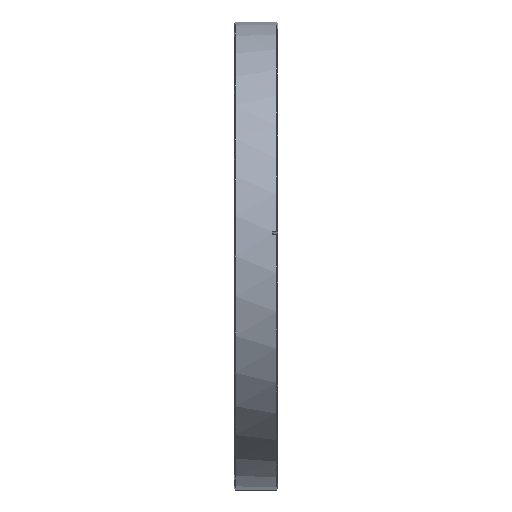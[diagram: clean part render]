
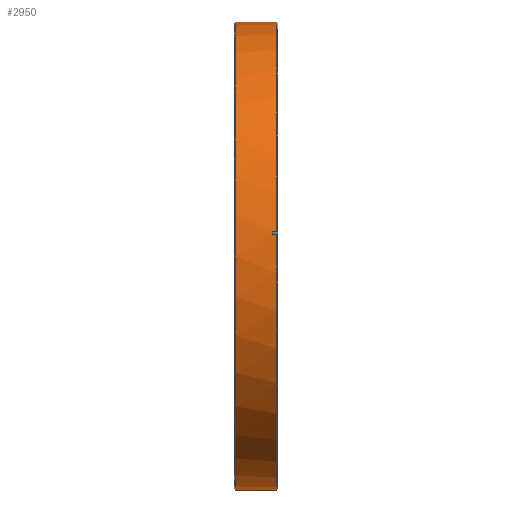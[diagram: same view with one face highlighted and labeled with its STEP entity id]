
A CAD part, front view. The second image highlights one B-rep face of the part: STEP entity #2950.
In plain terms, the highlighted cylindrical face has radius 152.997 mm (diameter 305.994 mm), a partial arc.
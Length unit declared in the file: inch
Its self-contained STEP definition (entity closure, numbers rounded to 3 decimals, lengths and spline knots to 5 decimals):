
#305 = VECTOR ( 'NONE', #860, 39.37008 ) ;
#365 = DIRECTION ( 'NONE',  ( -1., 0., 0. ) ) ;
#379 = CARTESIAN_POINT ( 'NONE',  ( 0.97999, -5.99138, 0.62125 ) ) ;
#568 = DIRECTION ( 'NONE',  ( -1., 0., 0. ) ) ;
#651 = DIRECTION ( 'NONE',  ( 0., 0., -1. ) ) ;
#707 = CARTESIAN_POINT ( 'NONE',  ( 0., 0., -6.0235 ) ) ;
#859 = VERTEX_POINT ( 'NONE', #379 ) ;
#860 = DIRECTION ( 'NONE',  ( -1., 0., 0. ) ) ;
#1112 = CARTESIAN_POINT ( 'NONE',  ( 0.97999, -5.99138, 0.62125 ) ) ;
#1194 = CARTESIAN_POINT ( 'NONE',  ( 0.03, 0., -6.0235 ) ) ;
#1204 = LINE ( 'NONE', #707, #4529 ) ;
#1303 = AXIS2_PLACEMENT_3D ( 'NONE', #5071, #5653, #6157 ) ;
#1353 = CARTESIAN_POINT ( 'NONE',  ( 0., -5.99138, 0.62125 ) ) ;
#1364 = CIRCLE ( 'NONE', #6564, 6.0235 ) ;
#1392 = CARTESIAN_POINT ( 'NONE',  ( 1.09, -5.99138, 0.62125 ) ) ;
#1810 = CARTESIAN_POINT ( 'NONE',  ( 1.09, 0., -6.0235 ) ) ;
#1919 = CIRCLE ( 'NONE', #2895, 6.0235 ) ;
#1924 = LINE ( 'NONE', #1353, #6206 ) ;
#2194 = CARTESIAN_POINT ( 'NONE',  ( 0.98, -5.99553, 0.58012 ) ) ;
#2218 = B_SPLINE_CURVE_WITH_KNOTS ( 'NONE', 3,
 ( #1112, #5924, #2194, #4648 ),
 .UNSPECIFIED., .F., .F.,
 ( 4, 4 ),
 ( 0., 0.00157 ),
 .UNSPECIFIED. ) ;
#2220 = ORIENTED_EDGE ( 'NONE', *, *, #4206, .F. ) ;
#2258 = ORIENTED_EDGE ( 'NONE', *, *, #4974, .F. ) ;
#2285 = CIRCLE ( 'NONE', #1303, 6.0235 ) ;
#2320 = VERTEX_POINT ( 'NONE', #5728 ) ;
#2343 = DIRECTION ( 'NONE',  ( -1., 0., 0. ) ) ;
#2411 = VERTEX_POINT ( 'NONE', #2508 ) ;
#2508 = CARTESIAN_POINT ( 'NONE',  ( 1.09, 0., 6.0235 ) ) ;
#2552 = DIRECTION ( 'NONE',  ( 1., 0., 0. ) ) ;
#2563 = VERTEX_POINT ( 'NONE', #1810 ) ;
#2567 = VERTEX_POINT ( 'NONE', #4053 ) ;
#2863 = AXIS2_PLACEMENT_3D ( 'NONE', #5883, #6306, #4796 ) ;
#2895 = AXIS2_PLACEMENT_3D ( 'NONE', #5705, #2552, #651 ) ;
#2950 = ADVANCED_FACE ( 'NONE', ( #3259 ), #5847, .T. ) ;
#3259 = FACE_OUTER_BOUND ( 'NONE', #6478, .T. ) ;
#3514 = LINE ( 'NONE', #5589, #4278 ) ;
#3593 = CARTESIAN_POINT ( 'NONE',  ( 1.09, 0., 0. ) ) ;
#3707 = ORIENTED_EDGE ( 'NONE', *, *, #4993, .T. ) ;
#4008 = ORIENTED_EDGE ( 'NONE', *, *, #4034, .T. ) ;
#4034 = EDGE_CURVE ( 'NONE', #2320, #2567, #3514, .T. ) ;
#4053 = CARTESIAN_POINT ( 'NONE',  ( 0.97999, -5.99745, 0.55955 ) ) ;
#4060 = DIRECTION ( 'NONE',  ( -1., 0., 0. ) ) ;
#4206 = EDGE_CURVE ( 'NONE', #5632, #859, #1924, .T. ) ;
#4278 = VECTOR ( 'NONE', #365, 39.37008 ) ;
#4433 = ORIENTED_EDGE ( 'NONE', *, *, #6580, .T. ) ;
#4529 = VECTOR ( 'NONE', #568, 39.37008 ) ;
#4561 = VERTEX_POINT ( 'NONE', #1194 ) ;
#4648 = CARTESIAN_POINT ( 'NONE',  ( 0.97999, -5.99745, 0.55955 ) ) ;
#4796 = DIRECTION ( 'NONE',  ( 0., 0., 1. ) ) ;
#4884 = CARTESIAN_POINT ( 'NONE',  ( 0., 0., 6.0235 ) ) ;
#4974 = EDGE_CURVE ( 'NONE', #859, #2567, #2218, .T. ) ;
#4993 = EDGE_CURVE ( 'NONE', #5299, #4561, #1919, .T. ) ;
#5071 = CARTESIAN_POINT ( 'NONE',  ( 1.09, 0., 0. ) ) ;
#5096 = ORIENTED_EDGE ( 'NONE', *, *, #5866, .F. ) ;
#5299 = VERTEX_POINT ( 'NONE', #5732 ) ;
#5380 = EDGE_CURVE ( 'NONE', #2563, #2320, #1364, .T. ) ;
#5589 = CARTESIAN_POINT ( 'NONE',  ( 0., -5.99745, 0.55955 ) ) ;
#5604 = ORIENTED_EDGE ( 'NONE', *, *, #5380, .T. ) ;
#5632 = VERTEX_POINT ( 'NONE', #1392 ) ;
#5653 = DIRECTION ( 'NONE',  ( -1., 0., 0. ) ) ;
#5665 = DIRECTION ( 'NONE',  ( 0., 0., 1. ) ) ;
#5671 = EDGE_CURVE ( 'NONE', #2411, #5299, #6525, .T. ) ;
#5705 = CARTESIAN_POINT ( 'NONE',  ( 0.03, 0., 0. ) ) ;
#5728 = CARTESIAN_POINT ( 'NONE',  ( 1.09, -5.99745, 0.55955 ) ) ;
#5732 = CARTESIAN_POINT ( 'NONE',  ( 0.03, 0., 6.0235 ) ) ;
#5847 = CYLINDRICAL_SURFACE ( 'NONE', #2863, 6.0235 ) ;
#5866 = EDGE_CURVE ( 'NONE', #2563, #4561, #1204, .T. ) ;
#5883 = CARTESIAN_POINT ( 'NONE',  ( 0., 0., 0. ) ) ;
#5924 = CARTESIAN_POINT ( 'NONE',  ( 0.98, -5.99351, 0.60069 ) ) ;
#6157 = DIRECTION ( 'NONE',  ( 0., 0., 1. ) ) ;
#6206 = VECTOR ( 'NONE', #2343, 39.37008 ) ;
#6306 = DIRECTION ( 'NONE',  ( -1., 0., 0. ) ) ;
#6321 = ORIENTED_EDGE ( 'NONE', *, *, #5671, .T. ) ;
#6478 = EDGE_LOOP ( 'NONE', ( #5096, #5604, #4008, #2258, #2220, #4433, #6321, #3707 ) ) ;
#6525 = LINE ( 'NONE', #4884, #305 ) ;
#6564 = AXIS2_PLACEMENT_3D ( 'NONE', #3593, #4060, #5665 ) ;
#6580 = EDGE_CURVE ( 'NONE', #5632, #2411, #2285, .T. ) ;
